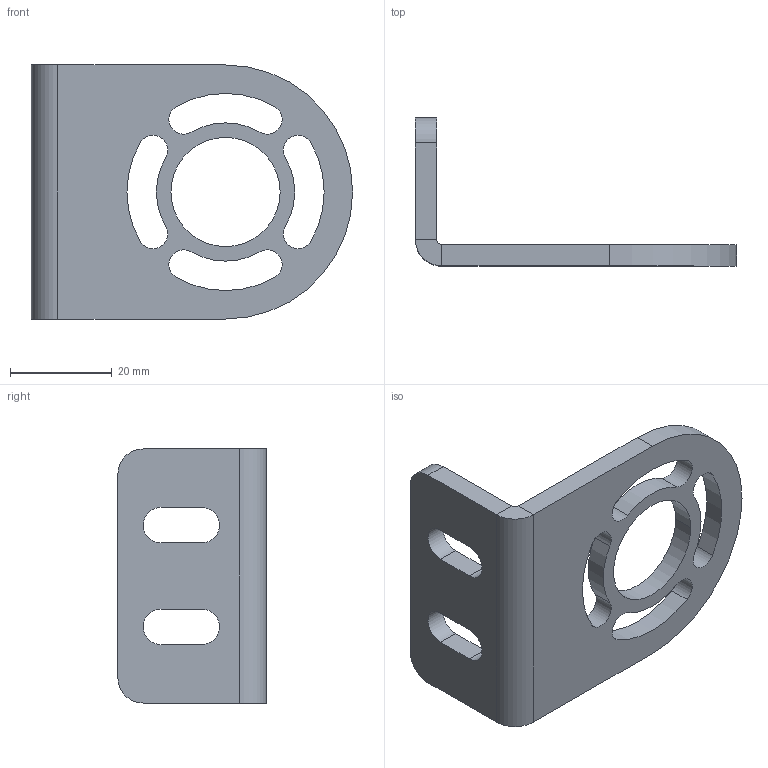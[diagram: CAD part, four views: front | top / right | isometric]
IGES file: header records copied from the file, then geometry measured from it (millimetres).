
Start section:  PTC IGES file: 156636.igs
Global section: file name: 156636.igs; native system: Pro/ENGINEER by Parametric Technology Corporation; preprocessor: 2009141; author: banengservice; organization: Unknown; date: 20110406.115130; units: inch
Bounding box: 63.2 x 29.2 x 50 mm (x, y, z)
Volume: 12623.6 mm3; surface area: 8550.1 mm2
Topology: 1 solids, 1 shells, 190 faces, 529 edges, 350 vertices
Faces by surface type: bspline 162, revolution 28
